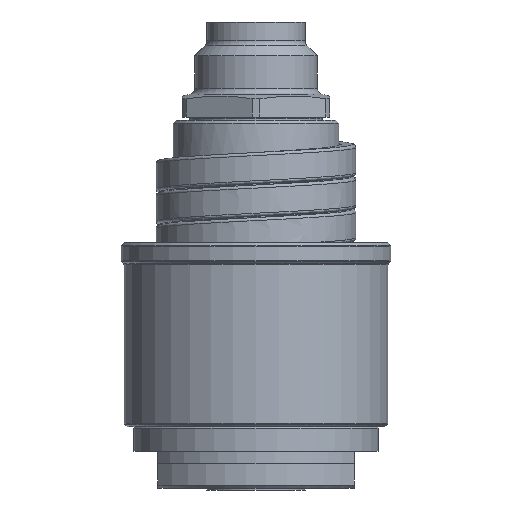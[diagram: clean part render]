
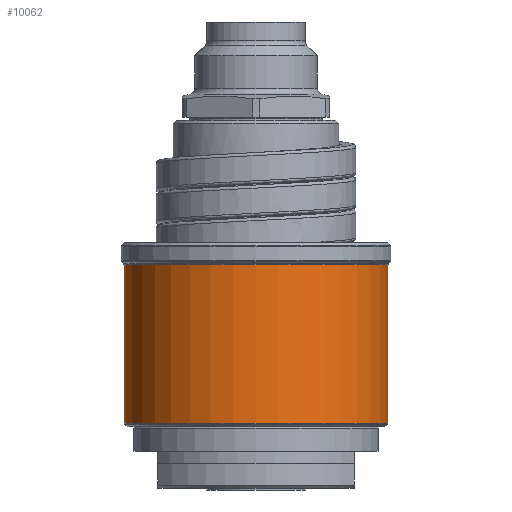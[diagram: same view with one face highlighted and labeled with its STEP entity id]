
A CAD part, front view. The second image highlights one B-rep face of the part: STEP entity #10062.
In plain terms, the highlighted cylindrical face has radius 21.5 mm (diameter 43 mm), a partial arc.
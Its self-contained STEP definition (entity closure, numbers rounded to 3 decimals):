
#3084=CARTESIAN_POINT('',(0.,0.,10.583));
#3085=DIRECTION('',(0.,0.,1.));
#3086=DIRECTION('',(-1.,0.,0.));
#3087=AXIS2_PLACEMENT_3D('',#3084,#3085,#3086);
#3089=DIRECTION('',(0.,0.,-1.));
#3090=VECTOR('',#3089,25.834);
#3091=CARTESIAN_POINT('',(-21.5,0.,36.417));
#3092=LINE('',#3091,#3090);
#3093=CARTESIAN_POINT('',(0.,0.,36.417));
#3094=DIRECTION('',(0.,0.,1.));
#3095=DIRECTION('',(-1.,0.,0.));
#3096=AXIS2_PLACEMENT_3D('',#3093,#3094,#3095);
#3098=DIRECTION('',(0.,0.,-1.));
#3099=VECTOR('',#3098,25.834);
#3100=CARTESIAN_POINT('',(21.5,0.,36.417));
#3101=LINE('',#3100,#3099);
#5834=CARTESIAN_POINT('',(21.5,0.,36.417));
#5835=CARTESIAN_POINT('',(-21.5,0.,36.417));
#5836=VERTEX_POINT('',#5834);
#5837=VERTEX_POINT('',#5835);
#5860=CARTESIAN_POINT('',(21.5,0.,10.583));
#5861=VERTEX_POINT('',#5860);
#5862=CARTESIAN_POINT('',(-21.5,0.,10.583));
#5863=VERTEX_POINT('',#5862);
#10050=CARTESIAN_POINT('',(0.,0.,8.5));
#10051=DIRECTION('',(0.,0.,1.));
#10052=DIRECTION('',(-1.,0.,0.));
#10053=AXIS2_PLACEMENT_3D('',#10050,#10051,#10052);
#10054=CYLINDRICAL_SURFACE('',#10053,21.5);
#10055=ORIENTED_EDGE('',*,*,#8029,.F.);
#10056=ORIENTED_EDGE('',*,*,#8010,.F.);
#10058=ORIENTED_EDGE('',*,*,#10057,.T.);
#10059=ORIENTED_EDGE('',*,*,#8006,.T.);
#10060=EDGE_LOOP('',(#10055,#10056,#10058,#10059));
#10061=FACE_OUTER_BOUND('',#10060,.F.);
#3088=CIRCLE('',#3087,21.5);
#3097=CIRCLE('',#3096,21.5);
#8006=EDGE_CURVE('',#5836,#5861,#3101,.T.);
#8010=EDGE_CURVE('',#5837,#5863,#3092,.T.);
#8029=EDGE_CURVE('',#5863,#5861,#3088,.T.);
#10057=EDGE_CURVE('',#5837,#5836,#3097,.T.);
#10062=ADVANCED_FACE('',(#10061),#10054,.T.);
